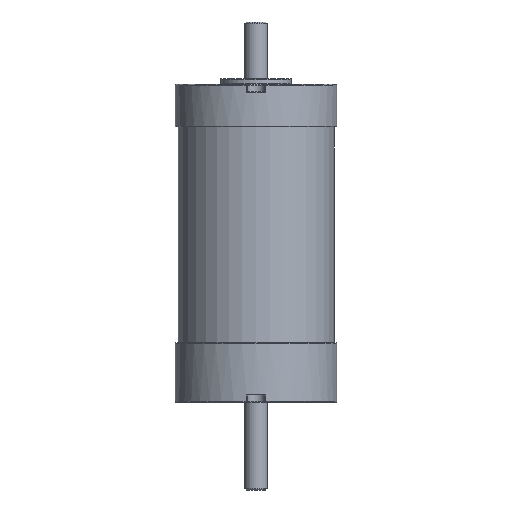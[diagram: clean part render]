
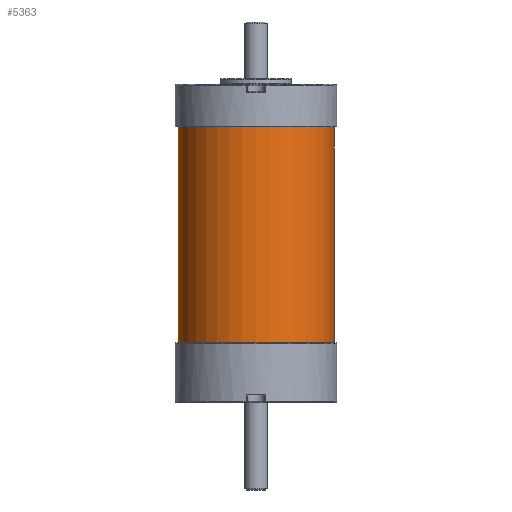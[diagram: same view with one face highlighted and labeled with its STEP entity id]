
A CAD part, front view. The second image highlights one B-rep face of the part: STEP entity #5363.
In plain terms, the highlighted cylindrical face has radius 27.5 mm (diameter 55 mm), a partial arc.
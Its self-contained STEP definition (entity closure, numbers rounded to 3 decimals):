
#472 = DIRECTION ( 'NONE',  ( 1., 0., 0. ) ) ;
#487 = CARTESIAN_POINT ( 'NONE',  ( -27.5, 0., 41. ) ) ;
#625 = VECTOR ( 'NONE', #2866, 1000. ) ;
#777 = CYLINDRICAL_SURFACE ( 'NONE', #7630, 27.5 ) ;
#1015 = AXIS2_PLACEMENT_3D ( 'NONE', #7871, #4191, #472 ) ;
#1224 = DIRECTION ( 'NONE',  ( 0., 0., 1. ) ) ;
#1398 = CARTESIAN_POINT ( 'NONE',  ( 27.5, 0., -35. ) ) ;
#1431 = EDGE_LOOP ( 'NONE', ( #7011, #4694, #1560, #4477 ) ) ;
#1560 = ORIENTED_EDGE ( 'NONE', *, *, #1944, .T. ) ;
#1716 = FACE_OUTER_BOUND ( 'NONE', #1431, .T. ) ;
#1800 = VERTEX_POINT ( 'NONE', #487 ) ;
#1827 = VECTOR ( 'NONE', #2391, 1000. ) ;
#1868 = EDGE_CURVE ( 'NONE', #4598, #1800, #3915, .T. ) ;
#1937 = CIRCLE ( 'NONE', #1015, 27.5 ) ;
#1944 = EDGE_CURVE ( 'NONE', #5765, #3007, #3710, .T. ) ;
#2391 = DIRECTION ( 'NONE',  ( 0., 0., 1. ) ) ;
#2406 = DIRECTION ( 'NONE',  ( 1., 0., 0. ) ) ;
#2486 = DIRECTION ( 'NONE',  ( 1., 0., 0. ) ) ;
#2866 = DIRECTION ( 'NONE',  ( 0., 0., 1. ) ) ;
#3007 = VERTEX_POINT ( 'NONE', #6305 ) ;
#3274 = EDGE_CURVE ( 'NONE', #4598, #5765, #1937, .T. ) ;
#3334 = EDGE_CURVE ( 'NONE', #1800, #3007, #3942, .T. ) ;
#3710 = LINE ( 'NONE', #6768, #1827 ) ;
#3915 = LINE ( 'NONE', #7806, #625 ) ;
#3942 = CIRCLE ( 'NONE', #5574, 27.5 ) ;
#4191 = DIRECTION ( 'NONE',  ( 0., 0., 1. ) ) ;
#4364 = CARTESIAN_POINT ( 'NONE',  ( 0., 0., 41. ) ) ;
#4477 = ORIENTED_EDGE ( 'NONE', *, *, #3334, .F. ) ;
#4598 = VERTEX_POINT ( 'NONE', #6442 ) ;
#4694 = ORIENTED_EDGE ( 'NONE', *, *, #3274, .T. ) ;
#5363 = ADVANCED_FACE ( 'NONE', ( #1716 ), #777, .T. ) ;
#5574 = AXIS2_PLACEMENT_3D ( 'NONE', #4364, #1224, #2486 ) ;
#5765 = VERTEX_POINT ( 'NONE', #1398 ) ;
#6178 = CARTESIAN_POINT ( 'NONE',  ( 0., 0., -35. ) ) ;
#6305 = CARTESIAN_POINT ( 'NONE',  ( 27.5, 0., 41. ) ) ;
#6442 = CARTESIAN_POINT ( 'NONE',  ( -27.5, 0., -35. ) ) ;
#6756 = DIRECTION ( 'NONE',  ( 0., 0., 1. ) ) ;
#6768 = CARTESIAN_POINT ( 'NONE',  ( 27.5, 0., -35. ) ) ;
#7011 = ORIENTED_EDGE ( 'NONE', *, *, #1868, .F. ) ;
#7630 = AXIS2_PLACEMENT_3D ( 'NONE', #6178, #6756, #2406 ) ;
#7806 = CARTESIAN_POINT ( 'NONE',  ( -27.5, 0., -35. ) ) ;
#7871 = CARTESIAN_POINT ( 'NONE',  ( 0., 0., -35. ) ) ;
